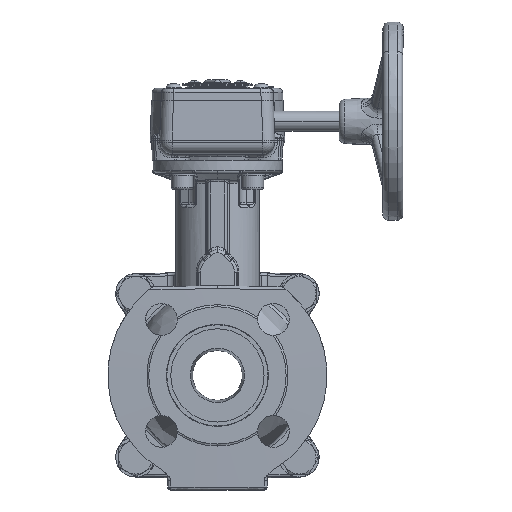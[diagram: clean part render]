
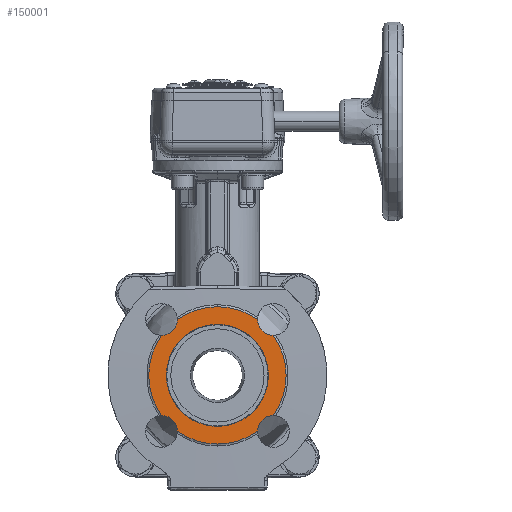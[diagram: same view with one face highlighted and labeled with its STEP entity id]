
A CAD part, left-side view. The second image highlights one B-rep face of the part: STEP entity #150001.
In plain terms, the highlighted planar face has unit normal (-1, 0, 0).
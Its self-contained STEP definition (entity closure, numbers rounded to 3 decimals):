
#130975=CARTESIAN_POINT('',(-59.,28.005,-20.072));
#130976=VERTEX_POINT('',#130975);
#130987=CARTESIAN_POINT('',(-59.,28.005,20.072));
#130988=VERTEX_POINT('',#130987);
#130989=CARTESIAN_POINT('',(-59.,0.,0.));
#130990=DIRECTION('',(1.,-0.,-0.));
#130991=DIRECTION('',(0.,0.,1.));
#130992=AXIS2_PLACEMENT_3D('',#130989,#130990,#130991);
#130993=CIRCLE('',#130992,34.456);
#130994=EDGE_CURVE('',#130976,#130988,#130993,.T.);
#149850=CARTESIAN_POINT('',(-59.,-28.005,-20.072));
#149851=VERTEX_POINT('',#149850);
#149882=CARTESIAN_POINT('',(-59.,-28.005,20.072));
#149883=VERTEX_POINT('',#149882);
#149894=CARTESIAN_POINT('',(-59.,0.,0.));
#149895=DIRECTION('',(1.,-0.,-0.));
#149896=DIRECTION('',(0.,0.,1.));
#149897=AXIS2_PLACEMENT_3D('',#149894,#149895,#149896);
#149898=CIRCLE('',#149897,34.456);
#149899=EDGE_CURVE('',#149883,#149851,#149898,.T.);
#149904=CARTESIAN_POINT('',(-59.,0.,25.6));
#149905=DIRECTION('',(1.,0.,0.));
#149906=DIRECTION('',(0.,0.,-1.));
#149907=AXIS2_PLACEMENT_3D('',#149904,#149905,#149906);
#149908=PLANE('',#149907);
#149909=CARTESIAN_POINT('',(-59.,20.072,-28.005));
#149910=VERTEX_POINT('',#149909);
#149911=CARTESIAN_POINT('',(-59.,28.072,-28.072));
#149912=DIRECTION('',(1.,-0.,-0.));
#149913=DIRECTION('',(0.,1.,-0.));
#149914=AXIS2_PLACEMENT_3D('',#149911,#149912,#149913);
#149915=CIRCLE('',#149914,8.);
#149916=EDGE_CURVE('',#130976,#149910,#149915,.T.);
#149917=ORIENTED_EDGE('',*,*,#149916,.T.);
#149918=CARTESIAN_POINT('',(-59.,-0.,-34.456));
#149919=VERTEX_POINT('',#149918);
#149920=CARTESIAN_POINT('',(-59.,0.,0.));
#149921=DIRECTION('',(1.,-0.,-0.));
#149922=DIRECTION('',(0.,0.,-1.));
#149923=AXIS2_PLACEMENT_3D('',#149920,#149921,#149922);
#149924=CIRCLE('',#149923,34.456);
#149925=EDGE_CURVE('',#149919,#149910,#149924,.T.);
#149926=ORIENTED_EDGE('',*,*,#149925,.F.);
#149927=CARTESIAN_POINT('',(-59.,-20.072,-28.005));
#149928=VERTEX_POINT('',#149927);
#149929=CARTESIAN_POINT('',(-59.,0.,0.));
#149930=DIRECTION('',(1.,-0.,-0.));
#149931=DIRECTION('',(0.,0.,-1.));
#149932=AXIS2_PLACEMENT_3D('',#149929,#149930,#149931);
#149933=CIRCLE('',#149932,34.456);
#149934=EDGE_CURVE('',#149928,#149919,#149933,.T.);
#149935=ORIENTED_EDGE('',*,*,#149934,.F.);
#149936=CARTESIAN_POINT('',(-59.,-28.072,-28.072));
#149937=DIRECTION('',(1.,0.,-0.));
#149938=DIRECTION('',(0.,-0.,-1.));
#149939=AXIS2_PLACEMENT_3D('',#149936,#149937,#149938);
#149940=CIRCLE('',#149939,8.);
#149941=EDGE_CURVE('',#149928,#149851,#149940,.T.);
#149942=ORIENTED_EDGE('',*,*,#149941,.T.);
#149943=ORIENTED_EDGE('',*,*,#149899,.F.);
#149944=CARTESIAN_POINT('',(-59.,-20.072,28.005));
#149945=VERTEX_POINT('',#149944);
#149946=CARTESIAN_POINT('',(-59.,-28.072,28.072));
#149947=DIRECTION('',(1.,-0.,-0.));
#149948=DIRECTION('',(0.,-1.,0.));
#149949=AXIS2_PLACEMENT_3D('',#149946,#149947,#149948);
#149950=CIRCLE('',#149949,8.);
#149951=EDGE_CURVE('',#149883,#149945,#149950,.T.);
#149952=ORIENTED_EDGE('',*,*,#149951,.T.);
#149953=CARTESIAN_POINT('',(-59.,0.,34.456));
#149954=VERTEX_POINT('',#149953);
#149955=CARTESIAN_POINT('',(-59.,0.,0.));
#149956=DIRECTION('',(1.,-0.,-0.));
#149957=DIRECTION('',(0.,0.,1.));
#149958=AXIS2_PLACEMENT_3D('',#149955,#149956,#149957);
#149959=CIRCLE('',#149958,34.456);
#149960=EDGE_CURVE('',#149954,#149945,#149959,.T.);
#149961=ORIENTED_EDGE('',*,*,#149960,.F.);
#149962=CARTESIAN_POINT('',(-59.,20.072,28.005));
#149963=VERTEX_POINT('',#149962);
#149964=CARTESIAN_POINT('',(-59.,0.,0.));
#149965=DIRECTION('',(1.,-0.,-0.));
#149966=DIRECTION('',(0.,0.,1.));
#149967=AXIS2_PLACEMENT_3D('',#149964,#149965,#149966);
#149968=CIRCLE('',#149967,34.456);
#149969=EDGE_CURVE('',#149963,#149954,#149968,.T.);
#149970=ORIENTED_EDGE('',*,*,#149969,.F.);
#149971=CARTESIAN_POINT('',(-59.,28.072,28.072));
#149972=DIRECTION('',(1.,-0.,-0.));
#149973=DIRECTION('',(0.,0.,1.));
#149974=AXIS2_PLACEMENT_3D('',#149971,#149972,#149973);
#149975=CIRCLE('',#149974,8.);
#149976=EDGE_CURVE('',#149963,#130988,#149975,.T.);
#149977=ORIENTED_EDGE('',*,*,#149976,.T.);
#149978=ORIENTED_EDGE('',*,*,#130994,.F.);
#149979=EDGE_LOOP('',(#149917,#149926,#149935,#149942,#149943,#149952,#149961,#149970,#149977,#149978));
#149980=FACE_BOUND('',#149979,.T.);
#149981=CARTESIAN_POINT('',(-59.,-0.,25.6));
#149982=VERTEX_POINT('',#149981);
#149983=CARTESIAN_POINT('',(-59.,0.,-25.6));
#149984=VERTEX_POINT('',#149983);
#149985=CARTESIAN_POINT('',(-59.,0.,0.));
#149986=DIRECTION('',(1.,0.,0.));
#149987=DIRECTION('',(0.,0.,-1.));
#149988=AXIS2_PLACEMENT_3D('',#149985,#149986,#149987);
#149989=CIRCLE('',#149988,25.6);
#149990=EDGE_CURVE('',#149982,#149984,#149989,.T.);
#149991=ORIENTED_EDGE('',*,*,#149990,.T.);
#149992=CARTESIAN_POINT('',(-59.,0.,0.));
#149993=DIRECTION('',(1.,0.,0.));
#149994=DIRECTION('',(0.,0.,-1.));
#149995=AXIS2_PLACEMENT_3D('',#149992,#149993,#149994);
#149996=CIRCLE('',#149995,25.6);
#149997=EDGE_CURVE('',#149984,#149982,#149996,.T.);
#149998=ORIENTED_EDGE('',*,*,#149997,.T.);
#149999=EDGE_LOOP('',(#149991,#149998));
#150000=FACE_BOUND('',#149999,.T.);
#150001=ADVANCED_FACE('',(#149980,#150000),#149908,.F.);
